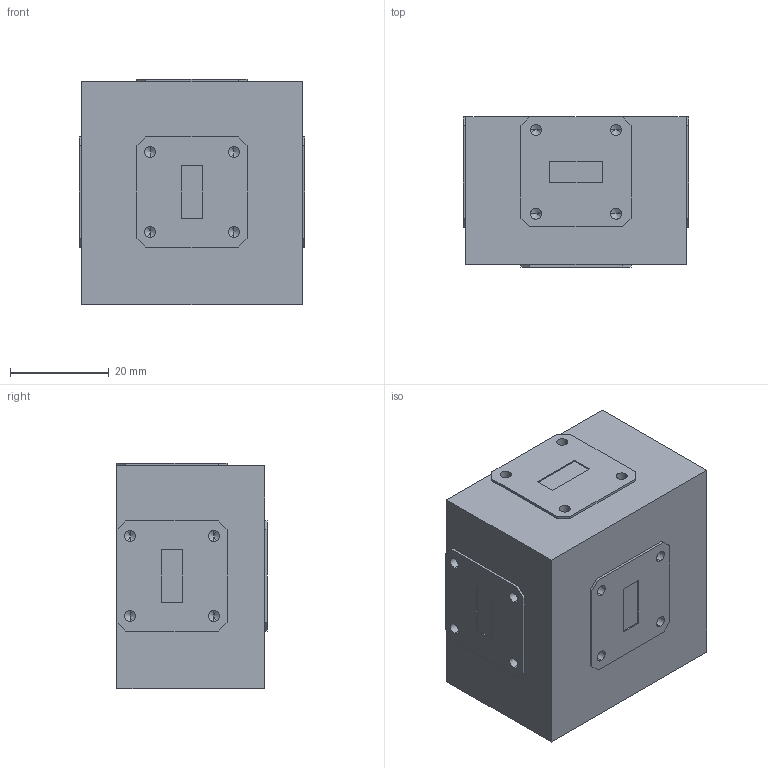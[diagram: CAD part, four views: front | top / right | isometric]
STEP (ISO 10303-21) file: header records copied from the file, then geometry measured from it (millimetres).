
FILE_DESCRIPTION (( 'STEP AP203' ), '1' );
FILE_NAME ('SWM-18327320-42-SB.STEP', '2022-02-02T18:41:41', ( '' ), ( '' ), 'SwSTEP 2.0', 'SolidWorks 2021', '' );
FILE_SCHEMA (( 'CONFIG_CONTROL_DESIGN' ));
Length unit declared in the file: inch
Products named in the file (1): SWM-18327320-42-SB
Bounding box: 45.72 x 30.48 x 45.72 mm (x, y, z)
Volume: 60388.6 mm3; surface area: 11542.4 mm2
Topology: 1 solids, 1 shells, 263 faces, 603 edges, 342 vertices
Faces by surface type: plane 106, cone 95, cylinder 62
Entity records: 7240 total; most frequent: CARTESIAN_POINT 1404, DIRECTION 1235, ORIENTED_EDGE 1126, EDGE_CURVE 563, AXIS2_PLACEMENT_3D 443, VECTOR 349, LINE 349, VERTEX_POINT 342
